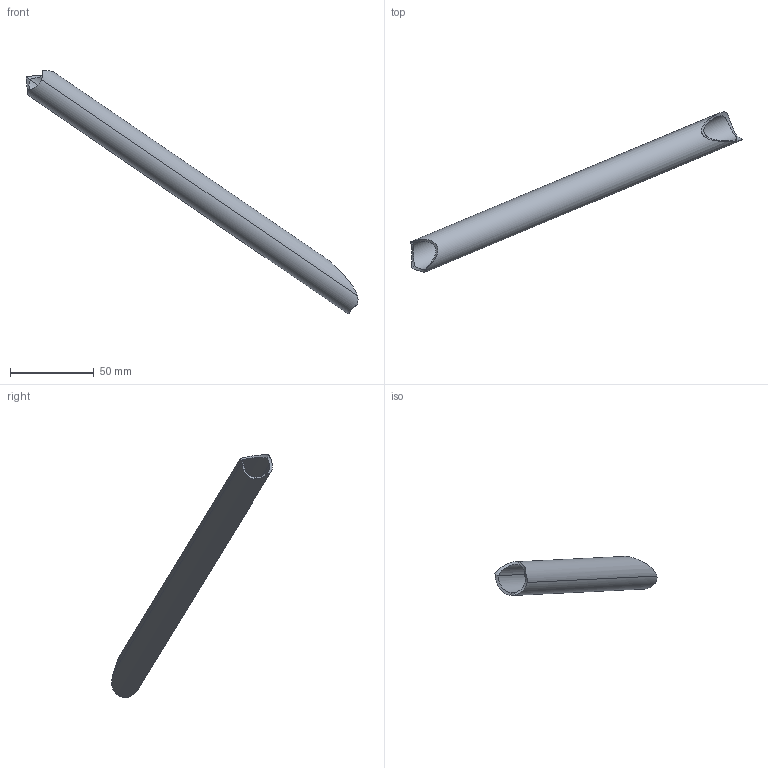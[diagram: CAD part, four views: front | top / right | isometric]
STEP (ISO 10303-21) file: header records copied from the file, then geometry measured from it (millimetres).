
FILE_DESCRIPTION(('STEP AP214'),'1');
FILE_NAME('57.stp','2019-12-01T22:11:06',(' '),(' '),'Spatial InterOp 3D',' ',' ');
FILE_SCHEMA(('AUTOMOTIVE_DESIGN { 1 0 10303 214 1 1 1 1 }'));
Length unit declared in the file: metre
Products named in the file (1): PartBody/Trim.2
Bounding box: 198.15 x 95.9 x 145.11 mm (x, y, z)
Volume: 20088.1 mm3; surface area: 27103.9 mm2
Topology: 1 solids, 1 shells, 11 faces, 30 edges, 20 vertices
Faces by surface type: cylinder 11
Entity records: 1207 total; most frequent: CARTESIAN_POINT 717, ORIENTED_EDGE 60, DIRECTION 42, STYLED_ITEM 36, PRESENTATION_STYLE_ASSIGNMENT 36, COLOUR_RGB 36, EDGE_CURVE 30, CURVE_STYLE 24
